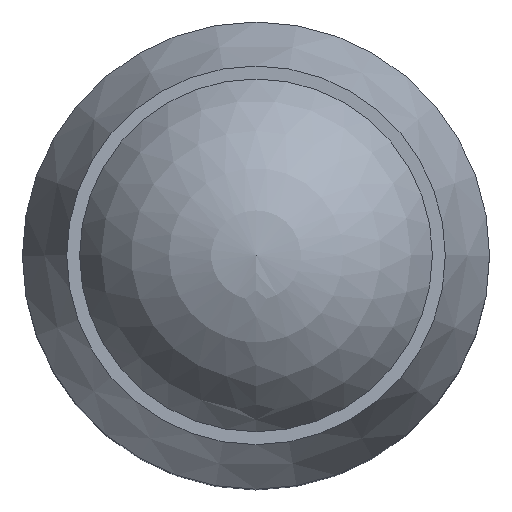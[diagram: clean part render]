
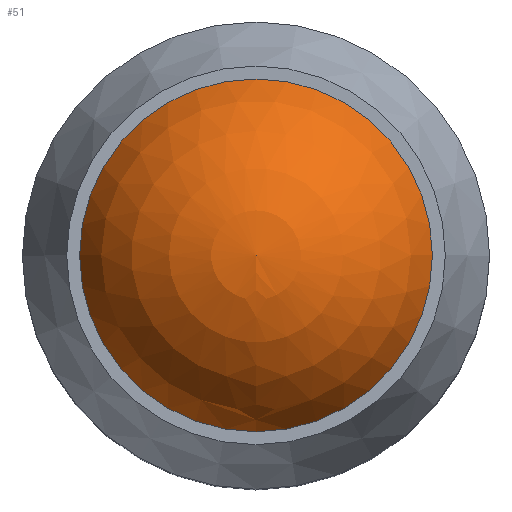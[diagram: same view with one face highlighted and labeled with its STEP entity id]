
A CAD part, top view. The second image highlights one B-rep face of the part: STEP entity #51.
In plain terms, the highlighted spherical face has radius 9.75 mm.
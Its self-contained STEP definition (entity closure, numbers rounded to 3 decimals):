
#51 = ADVANCED_FACE( '', ( #111, #112 ), #113, .T. );
#111 = FACE_BOUND( '', #182, .T. );
#112 = FACE_OUTER_BOUND( '', #183, .T. );
#113 = SPHERICAL_SURFACE( '', #184, 9.75 );
#182 = VERTEX_LOOP( '', #265 );
#183 = EDGE_LOOP( '', ( #266 ) );
#184 = AXIS2_PLACEMENT_3D( '', #267, #268, #269 );
#265 = VERTEX_POINT( '', #400 );
#266 = ORIENTED_EDGE( '', *, *, #401, .T. );
#267 = CARTESIAN_POINT( '', ( 0., 0., 27.54 ) );
#268 = DIRECTION( '', ( 0., 0., 1. ) );
#269 = DIRECTION( '', ( 0., -1., 0. ) );
#400 = CARTESIAN_POINT( '', ( 0., 0., 37.29 ) );
#401 = EDGE_CURVE( '', #469, #469, #470, .T. );
#469 = VERTEX_POINT( '', #557 );
#470 = CIRCLE( '', #558, 9.061 );
#557 = CARTESIAN_POINT( '', ( 9.061, 0., 31.14 ) );
#558 = AXIS2_PLACEMENT_3D( '', #635, #636, #637 );
#635 = CARTESIAN_POINT( '', ( 0., 0., 31.14 ) );
#636 = DIRECTION( '', ( 0., 0., 1. ) );
#637 = DIRECTION( '', ( 1., 0., 0. ) );
